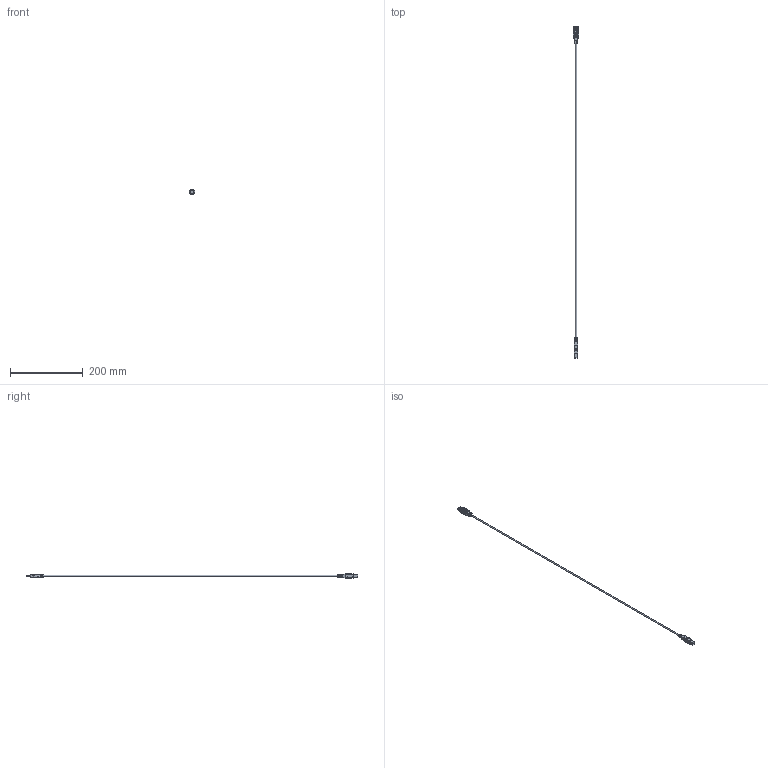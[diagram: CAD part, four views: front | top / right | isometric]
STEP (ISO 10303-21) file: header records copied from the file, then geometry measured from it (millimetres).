
FILE_DESCRIPTION((''),'2;1');
FILE_NAME('ASM0002_ASM_ASM','2017-11-15T',('admin'),(''),'PRO/ENGINEER BY PARAMETRIC TECHNOLOGY CORPORATION, 2011310','PRO/ENGINEER BY PARAMETRIC TECHNOLOGY CORPORATION, 2011310','');
FILE_SCHEMA(('CONFIG_CONTROL_DESIGN'));
Products named in the file (1): ASM0002_ASM_ASM
Bounding box: 15.8 x 915 x 11.5 mm (x, y, z)
Volume: 4383.1 mm3; surface area: 17773 mm2
Topology: 1 solids, 45 shells, 1740 faces, 5375 edges, 3532 vertices
Faces by surface type: plane 1078, cylinder 510, extrusion 57, cone 40, revolution 19, sphere 16, torus 12, bspline 8
Entity records: 62174 total; most frequent: CARTESIAN_POINT 16008, ORIENTED_EDGE 10030, DIRECTION 8591, EDGE_CURVE 5359, VERTEX_POINT 3532, VECTOR 3444, LINE 3387, AXIS2_PLACEMENT_3D 2564
